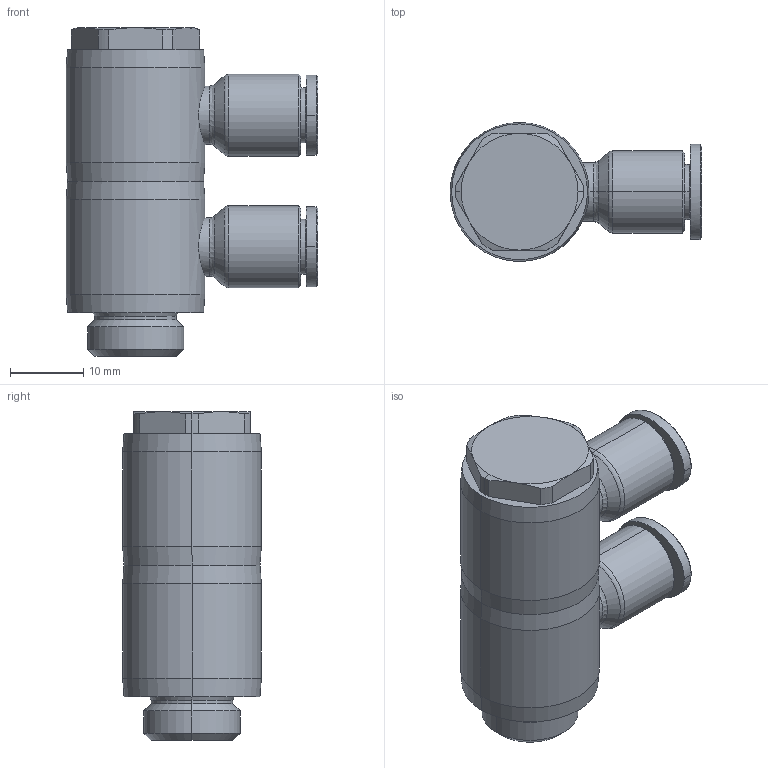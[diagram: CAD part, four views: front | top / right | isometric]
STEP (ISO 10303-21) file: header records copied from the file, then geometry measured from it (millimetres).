
FILE_DESCRIPTION((''),'2;1');
FILE_NAME('GPH_06G02(2)(3D).stp','2012-12-20T18:39:47',(''),(''),'Mechanical Desktop.R8.0.24.0','Mechanical Desktop.R8.0.24.0',', , ');
FILE_SCHEMA(('CONFIG_CONTROL_DESIGN'));
Length unit declared in the file: millimetre
Products named in the file (2): GPH_06G02(2)(3D); 睡ヶ1
Assembly tree (1 placements, depth 2):
  GPH_06G02(2)(3D)
    睡ヶ1
Bounding box: 34.45 x 19 x 45 mm (x, y, z)
Volume: 11145.8 mm3; surface area: 9421 mm2
Topology: 1 solids, 1 shells, 526 faces, 1410 edges, 915 vertices
Faces by surface type: plane 348, bspline 64, cylinder 62, cone 48, torus 4
Entity records: 18187 total; most frequent: CARTESIAN_POINT 5021, ORIENTED_EDGE 2816, DIRECTION 2578, EDGE_CURVE 1408, VECTOR 1098, LINE 1098, VERTEX_POINT 915, AXIS2_PLACEMENT_3D 740
